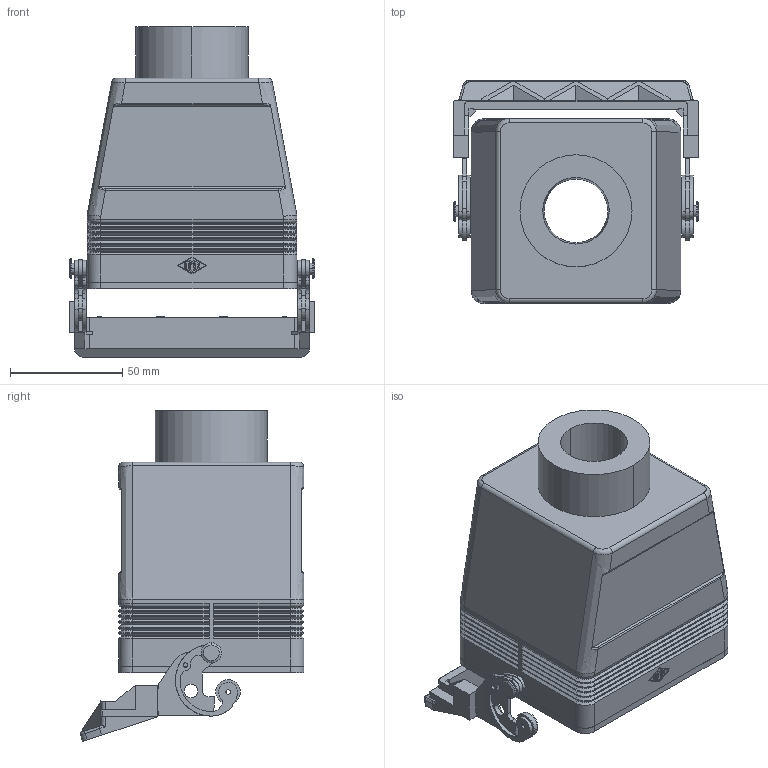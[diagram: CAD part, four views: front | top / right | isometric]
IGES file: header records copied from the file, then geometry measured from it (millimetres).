
Start section: Elysium IGES Interface
Global section: file name: 67HCHVT_32_6_LG.igs; native system: Creo Elements/Direct Modeling 18.0B  02-Dec-2011; preprocessor: Creo Element/Direct IGES_3D V2.2; author: Unknown; organization: Unknown; date: 20121219.134039; units: millimetre
Bounding box: 109.5 x 99.73 x 147.48 mm (x, y, z)
Volume: 218475.5 mm3; surface area: 94822.2 mm2
Topology: 5 solids, 5 shells, 715 faces, 1752 edges, 1070 vertices
Faces by surface type: bspline 715
